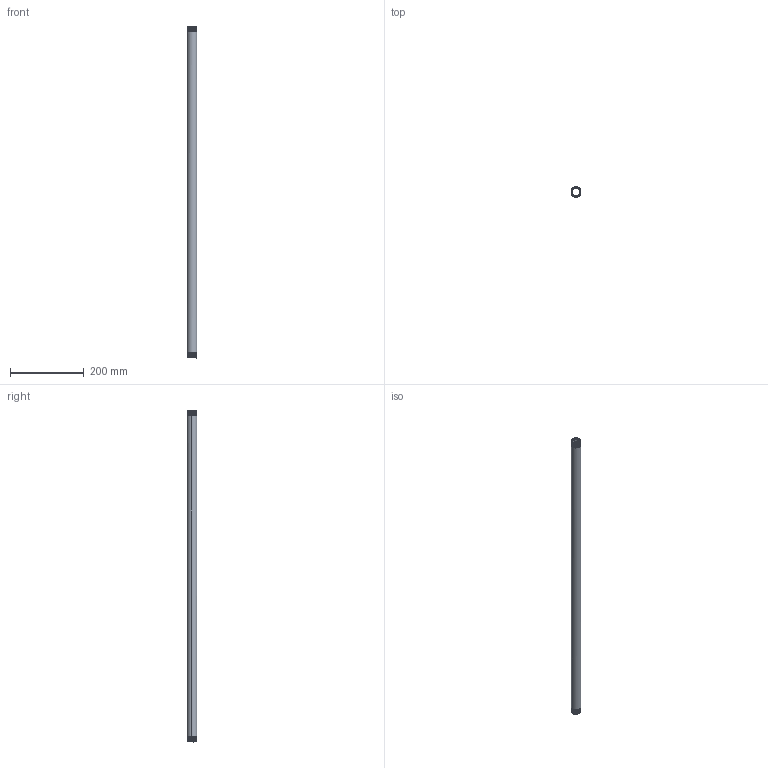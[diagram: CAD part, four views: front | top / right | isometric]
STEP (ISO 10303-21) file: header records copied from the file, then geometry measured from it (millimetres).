
FILE_DESCRIPTION((''),'2;1');
FILE_NAME('226937_SM01_ASM','2022-01-05T15:31:03',('PDMAdmin'),('BANNER ENGINEERING'),'CREO PARAMETRIC BY PTC INC, 2019292','CREO PARAMETRIC BY PTC INC, 2019292','');
FILE_SCHEMA(('CONFIG_CONTROL_DESIGN'));
Length unit declared in the file: inch
Products named in the file (2): 226937_EP01; 226937_SM01_ASM
Assembly tree (1 placements, depth 2):
  226937_SM01_ASM
    226937_EP01
Bounding box: 26.69 x 26.67 x 899.16 mm (x, y, z)
Volume: 192054.8 mm3; surface area: 136205.6 mm2
Topology: 1 solids, 1 shells, 56 faces, 162 edges, 108 vertices
Faces by surface type: cylinder 36, bspline 12, plane 4, cone 4
Entity records: 4477 total; most frequent: CARTESIAN_POINT 3131, ORIENTED_EDGE 324, DIRECTION 180, EDGE_CURVE 162, VERTEX_POINT 108, B_SPLINE_CURVE_WITH_KNOTS 92, AXIS2_PLACEMENT_3D 63, EDGE_LOOP 58
